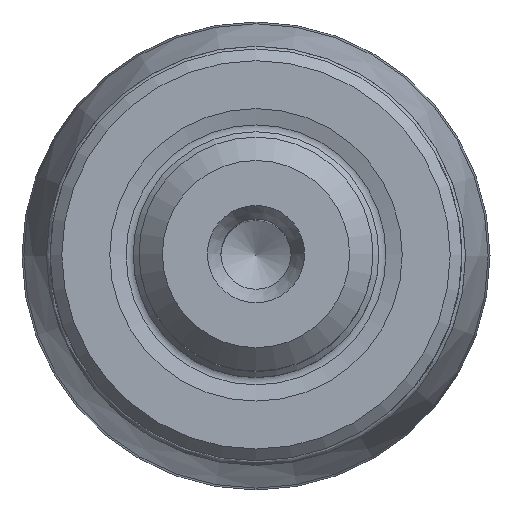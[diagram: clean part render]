
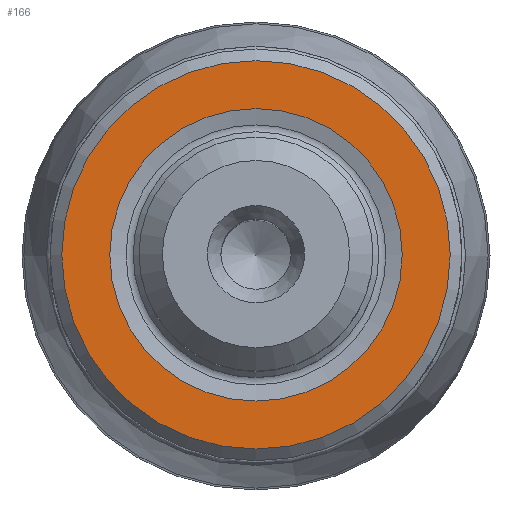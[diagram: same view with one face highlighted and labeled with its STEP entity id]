
A CAD part, top view. The second image highlights one B-rep face of the part: STEP entity #166.
In plain terms, the highlighted planar face has unit normal (0, 0, 1).
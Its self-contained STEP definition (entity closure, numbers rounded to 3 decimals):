
#40=PLANE('',#845);
#166=ADVANCED_FACE('',(#344,#345),#40,.F.);
#344=FACE_BOUND('',#438,.T.);
#345=FACE_BOUND('',#439,.T.);
#438=EDGE_LOOP('',(#556));
#439=EDGE_LOOP('',(#557));
#556=ORIENTED_EDGE('',*,*,#724,.F.);
#557=ORIENTED_EDGE('',*,*,#723,.T.);
#661=VERTEX_POINT('',#1530);
#662=VERTEX_POINT('',#1533);
#723=EDGE_CURVE('',#661,#661,#778,.T.);
#724=EDGE_CURVE('',#662,#662,#779,.T.);
#778=CIRCLE('',#842,6.249);
#779=CIRCLE('',#844,8.3);
#842=AXIS2_PLACEMENT_3D('',#1529,#1013,#1014);
#844=AXIS2_PLACEMENT_3D('',#1532,#1017,#1018);
#845=AXIS2_PLACEMENT_3D('',#1534,#1019,#1020);
#1013=DIRECTION('',(0.,0.,-1.));
#1014=DIRECTION('',(-1.,0.,0.));
#1017=DIRECTION('',(0.,0.,-1.));
#1018=DIRECTION('',(-1.,0.,0.));
#1019=DIRECTION('',(0.,0.,-1.));
#1020=DIRECTION('',(-1.,0.,0.));
#1529=CARTESIAN_POINT('',(0.,0.,0.));
#1530=CARTESIAN_POINT('',(-6.249,0.,0.));
#1532=CARTESIAN_POINT('',(0.,0.,0.));
#1533=CARTESIAN_POINT('',(-8.3,0.,0.));
#1534=CARTESIAN_POINT('',(6.249,0.,0.));
